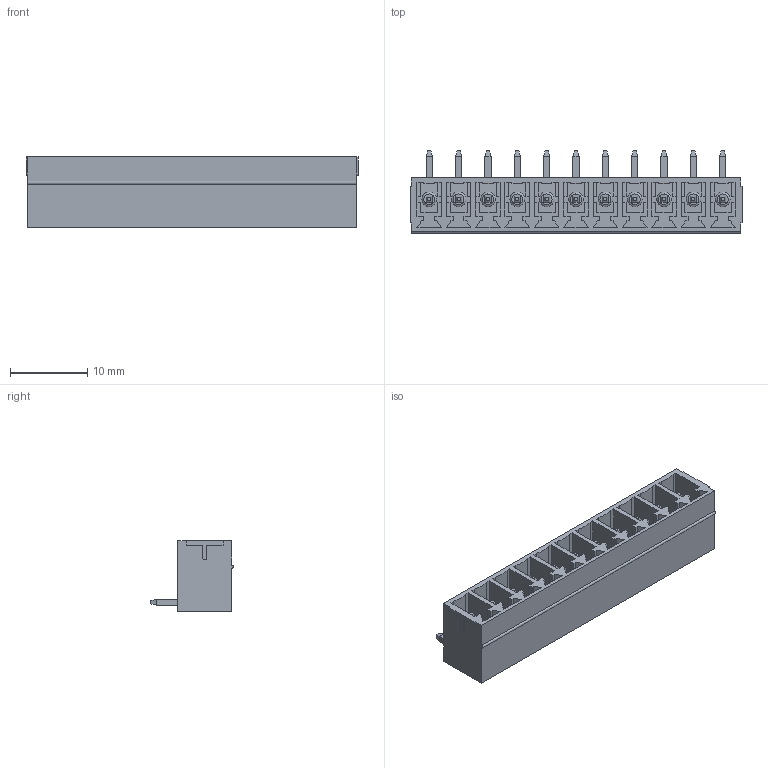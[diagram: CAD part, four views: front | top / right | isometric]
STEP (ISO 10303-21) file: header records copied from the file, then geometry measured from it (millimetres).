
FILE_DESCRIPTION( ( 'Unknown' ), '1' );
FILE_NAME( '691322310011.stp', 'Unknown', ( 'Unknown' ), ( 'Unknown' ), 'PSStep 14.0', 'Unknown', ' ' );
FILE_SCHEMA( ( 'AUTOMOTIVE_DESIGN { 1 0 10303 214 1 1 1 1 }' ) );
Length unit declared in the file: millimetre
Products named in the file (3): Assem1; 6913213000xx_PIN; 691321300011
Assembly tree (12 placements, depth 2):
  Assem1
    6913213000xx_PIN  x11
    691321300011
Bounding box: 43.1 x 10.7 x 9.2 mm (x, y, z)
Volume: 1398.2 mm3; surface area: 4163.9 mm2
Topology: 12 solids, 12 shells, 684 faces, 1837 edges, 1188 vertices
Faces by surface type: plane 626, cylinder 47, torus 11
Full cylindrical faces by diameter (mm): 1.9 x11
Entity records: 20517 total; most frequent: CARTESIAN_POINT 2918, ORIENTED_EDGE 2868, DIRECTION 2573, EDGE_CURVE 1434, LINE 1349, VECTOR 1349, VERTEX_POINT 957, AXIS2_PLACEMENT_3D 612
